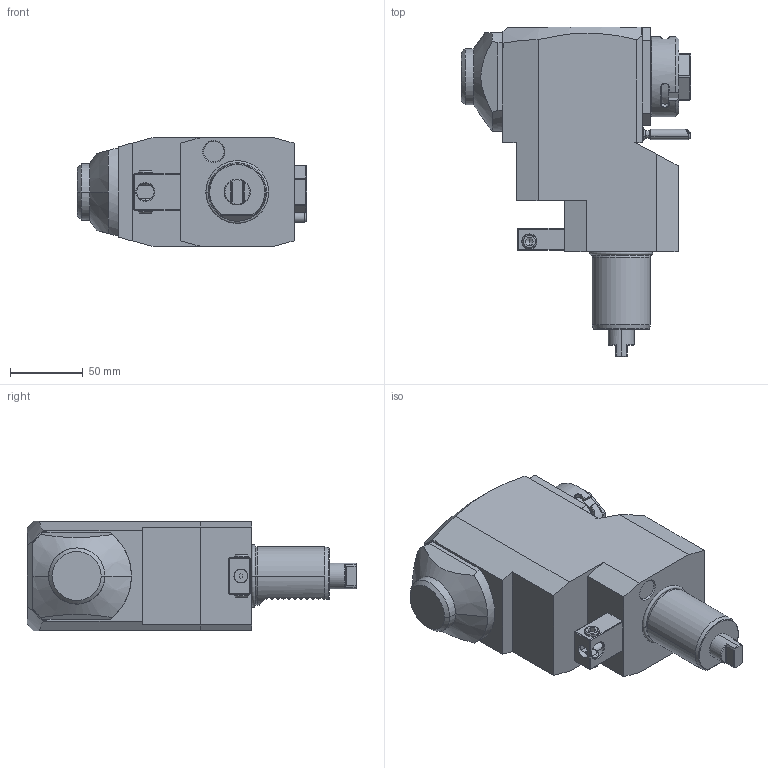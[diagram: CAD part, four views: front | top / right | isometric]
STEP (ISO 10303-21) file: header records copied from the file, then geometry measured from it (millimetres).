
FILE_DESCRIPTION((''),'2;1');
FILE_NAME('NGT1_40_425_32_3_1_120T','2024-10-29T',('vali'),('NOVA GRUP'),'PRO/ENGINEER BY PARAMETRIC TECHNOLOGY CORPORATION, 2010280','PRO/ENGINEER BY PARAMETRIC TECHNOLOGY CORPORATION, 2010280','');
FILE_SCHEMA(('CONFIG_CONTROL_DESIGN'));
Length unit declared in the file: millimetre
Products named in the file (1): NGT1_40_425_32_3_1_120T
Bounding box: 157 x 226 x 75 mm (x, y, z)
Volume: 1276379.5 mm3; surface area: 89608.5 mm2
Topology: 1 solids, 1 shells, 331 faces, 885 edges, 568 vertices
Faces by surface type: plane 195, cylinder 66, cone 59, bspline 6, torus 3, sphere 2
Entity records: 13148 total; most frequent: CARTESIAN_POINT 5162, ORIENTED_EDGE 1762, DIRECTION 1484, EDGE_CURVE 881, VERTEX_POINT 568, VECTOR 516, LINE 516, AXIS2_PLACEMENT_3D 484
